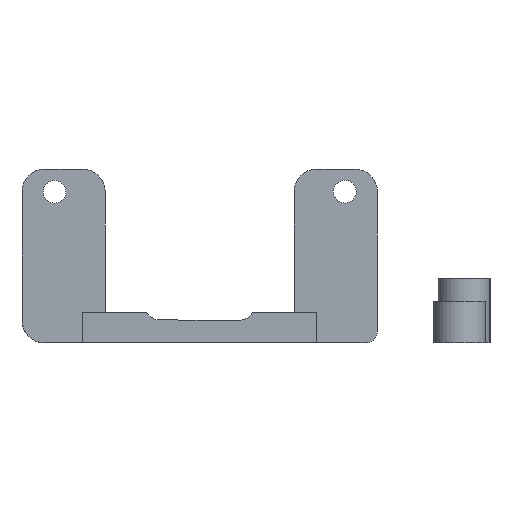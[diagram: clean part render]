
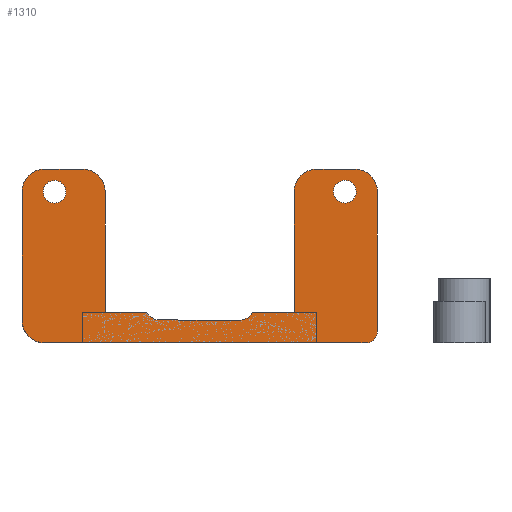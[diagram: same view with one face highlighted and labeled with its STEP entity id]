
A CAD part, front view. The second image highlights one B-rep face of the part: STEP entity #1310.
In plain terms, the highlighted planar face has unit normal (0, -1, 0).
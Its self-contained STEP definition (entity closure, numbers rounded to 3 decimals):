
#27=FACE_BOUND('',#183,.T.);
#28=FACE_BOUND('',#184,.T.);
#56=PLANE('',#1418);
#106=FACE_OUTER_BOUND('',#182,.T.);
#182=EDGE_LOOP('',(#993,#994,#995,#996,#997,#998,#999,#1000,#1001,#1002,
#1003,#1004,#1005,#1006,#1007,#1008,#1009,#1010));
#183=EDGE_LOOP('',(#1011,#1012));
#184=EDGE_LOOP('',(#1013));
#301=LINE('',#2051,#431);
#304=LINE('',#2057,#434);
#305=LINE('',#2061,#435);
#306=LINE('',#2065,#436);
#307=LINE('',#2069,#437);
#308=LINE('',#2073,#438);
#309=LINE('',#2075,#439);
#310=LINE('',#2079,#440);
#311=LINE('',#2083,#441);
#312=LINE('',#2085,#442);
#431=VECTOR('',#1643,10.);
#434=VECTOR('',#1648,10.);
#435=VECTOR('',#1651,10.);
#436=VECTOR('',#1654,10.);
#437=VECTOR('',#1657,10.);
#438=VECTOR('',#1660,10.);
#439=VECTOR('',#1661,10.);
#440=VECTOR('',#1664,10.);
#441=VECTOR('',#1667,10.);
#442=VECTOR('',#1668,10.);
#525=CIRCLE('',#1416,3.);
#526=CIRCLE('',#1419,3.);
#527=CIRCLE('',#1420,1.5);
#528=CIRCLE('',#1421,3.);
#529=CIRCLE('',#1422,3.);
#530=CIRCLE('',#1423,2.);
#531=CIRCLE('',#1424,2.);
#532=CIRCLE('',#1425,3.);
#533=CIRCLE('',#1426,1.5);
#534=CIRCLE('',#1427,1.5);
#535=CIRCLE('',#1428,1.5);
#618=VERTEX_POINT('',#2044);
#619=VERTEX_POINT('',#2046);
#620=VERTEX_POINT('',#2050);
#622=VERTEX_POINT('',#2056);
#623=VERTEX_POINT('',#2058);
#624=VERTEX_POINT('',#2060);
#625=VERTEX_POINT('',#2062);
#626=VERTEX_POINT('',#2064);
#627=VERTEX_POINT('',#2066);
#628=VERTEX_POINT('',#2068);
#629=VERTEX_POINT('',#2070);
#630=VERTEX_POINT('',#2072);
#631=VERTEX_POINT('',#2074);
#632=VERTEX_POINT('',#2076);
#633=VERTEX_POINT('',#2078);
#634=VERTEX_POINT('',#2080);
#635=VERTEX_POINT('',#2082);
#636=VERTEX_POINT('',#2084);
#637=VERTEX_POINT('',#2087);
#638=VERTEX_POINT('',#2088);
#639=VERTEX_POINT('',#2091);
#762=EDGE_CURVE('',#618,#619,#525,.T.);
#764=EDGE_CURVE('',#619,#620,#301,.T.);
#767=EDGE_CURVE('',#622,#618,#304,.T.);
#768=EDGE_CURVE('',#623,#622,#526,.T.);
#769=EDGE_CURVE('',#623,#624,#305,.T.);
#770=EDGE_CURVE('',#625,#624,#527,.T.);
#771=EDGE_CURVE('',#625,#626,#306,.T.);
#772=EDGE_CURVE('',#627,#626,#528,.T.);
#773=EDGE_CURVE('',#627,#628,#307,.F.);
#774=EDGE_CURVE('',#629,#628,#529,.T.);
#775=EDGE_CURVE('',#629,#630,#308,.F.);
#776=EDGE_CURVE('',#631,#630,#309,.T.);
#777=EDGE_CURVE('',#632,#631,#530,.T.);
#778=EDGE_CURVE('',#632,#633,#310,.T.);
#779=EDGE_CURVE('',#634,#633,#531,.T.);
#780=EDGE_CURVE('',#635,#634,#311,.T.);
#781=EDGE_CURVE('',#636,#635,#312,.T.);
#782=EDGE_CURVE('',#620,#636,#532,.T.);
#783=EDGE_CURVE('',#637,#638,#533,.T.);
#784=EDGE_CURVE('',#638,#637,#534,.T.);
#785=EDGE_CURVE('',#639,#639,#535,.T.);
#993=ORIENTED_EDGE('',*,*,#762,.F.);
#994=ORIENTED_EDGE('',*,*,#767,.F.);
#995=ORIENTED_EDGE('',*,*,#768,.F.);
#996=ORIENTED_EDGE('',*,*,#769,.T.);
#997=ORIENTED_EDGE('',*,*,#770,.F.);
#998=ORIENTED_EDGE('',*,*,#771,.T.);
#999=ORIENTED_EDGE('',*,*,#772,.F.);
#1000=ORIENTED_EDGE('',*,*,#773,.T.);
#1001=ORIENTED_EDGE('',*,*,#774,.F.);
#1002=ORIENTED_EDGE('',*,*,#775,.T.);
#1003=ORIENTED_EDGE('',*,*,#776,.F.);
#1004=ORIENTED_EDGE('',*,*,#777,.F.);
#1005=ORIENTED_EDGE('',*,*,#778,.T.);
#1006=ORIENTED_EDGE('',*,*,#779,.F.);
#1007=ORIENTED_EDGE('',*,*,#780,.F.);
#1008=ORIENTED_EDGE('',*,*,#781,.F.);
#1009=ORIENTED_EDGE('',*,*,#782,.F.);
#1010=ORIENTED_EDGE('',*,*,#764,.F.);
#1011=ORIENTED_EDGE('',*,*,#783,.T.);
#1012=ORIENTED_EDGE('',*,*,#784,.T.);
#1013=ORIENTED_EDGE('',*,*,#785,.T.);
#1310=ADVANCED_FACE('',(#106,#27,#28),#56,.T.);
#1416=AXIS2_PLACEMENT_3D('',#2047,#1638,#1639);
#1418=AXIS2_PLACEMENT_3D('',#2055,#1646,#1647);
#1419=AXIS2_PLACEMENT_3D('',#2059,#1649,#1650);
#1420=AXIS2_PLACEMENT_3D('',#2063,#1652,#1653);
#1421=AXIS2_PLACEMENT_3D('',#2067,#1655,#1656);
#1422=AXIS2_PLACEMENT_3D('',#2071,#1658,#1659);
#1423=AXIS2_PLACEMENT_3D('',#2077,#1662,#1663);
#1424=AXIS2_PLACEMENT_3D('',#2081,#1665,#1666);
#1425=AXIS2_PLACEMENT_3D('',#2086,#1669,#1670);
#1426=AXIS2_PLACEMENT_3D('',#2089,#1671,#1672);
#1427=AXIS2_PLACEMENT_3D('',#2090,#1673,#1674);
#1428=AXIS2_PLACEMENT_3D('',#2092,#1675,#1676);
#1638=DIRECTION('center_axis',(0.,1.,0.));
#1639=DIRECTION('ref_axis',(-0.707,0.,0.707));
#1643=DIRECTION('',(1.,0.,0.));
#1646=DIRECTION('center_axis',(0.,-1.,0.));
#1647=DIRECTION('ref_axis',(1.,0.,0.));
#1648=DIRECTION('',(0.,0.,1.));
#1649=DIRECTION('center_axis',(0.,1.,0.));
#1650=DIRECTION('ref_axis',(-0.707,0.,-0.707));
#1651=DIRECTION('',(1.,0.,0.));
#1652=DIRECTION('center_axis',(0.,1.,0.));
#1653=DIRECTION('ref_axis',(0.707,0.,-0.707));
#1654=DIRECTION('',(0.,0.,1.));
#1655=DIRECTION('center_axis',(0.,1.,0.));
#1656=DIRECTION('ref_axis',(0.707,0.,0.707));
#1657=DIRECTION('',(1.,0.,0.));
#1658=DIRECTION('center_axis',(0.,1.,0.));
#1659=DIRECTION('ref_axis',(-0.707,0.,0.707));
#1660=DIRECTION('',(0.,0.,1.));
#1661=DIRECTION('',(1.,0.,0.));
#1662=DIRECTION('center_axis',(0.,-1.,0.));
#1663=DIRECTION('ref_axis',(0.864,0.,-0.503));
#1664=DIRECTION('',(-1.,0.,0.004));
#1665=DIRECTION('center_axis',(0.,-1.,0.));
#1666=DIRECTION('ref_axis',(-0.853,0.,-0.522));
#1667=DIRECTION('',(1.,0.,0.));
#1668=DIRECTION('',(0.,0.,-1.));
#1669=DIRECTION('center_axis',(0.,1.,0.));
#1670=DIRECTION('ref_axis',(0.707,0.,0.707));
#1671=DIRECTION('center_axis',(0.,1.,0.));
#1672=DIRECTION('ref_axis',(1.,0.,0.));
#1673=DIRECTION('center_axis',(0.,1.,0.));
#1674=DIRECTION('ref_axis',(0.,0.,1.));
#1675=DIRECTION('center_axis',(0.,1.,0.));
#1676=DIRECTION('ref_axis',(0.,0.,-1.));
#2044=CARTESIAN_POINT('',(-8.5,-6.005,20.));
#2046=CARTESIAN_POINT('',(-5.5,-6.005,23.));
#2047=CARTESIAN_POINT('Origin',(-5.5,-6.005,20.));
#2050=CARTESIAN_POINT('',(-0.5,-6.005,23.));
#2051=CARTESIAN_POINT('',(-8.5,-6.005,23.));
#2055=CARTESIAN_POINT('Origin',(-8.5,-6.005,0.));
#2056=CARTESIAN_POINT('',(-8.5,-6.005,3.));
#2057=CARTESIAN_POINT('',(-8.5,-6.005,0.));
#2058=CARTESIAN_POINT('',(-5.5,-6.005,0.));
#2059=CARTESIAN_POINT('Origin',(-5.5,-6.005,3.));
#2060=CARTESIAN_POINT('',(37.,-6.005,0.));
#2061=CARTESIAN_POINT('',(-8.5,-6.005,0.));
#2062=CARTESIAN_POINT('',(38.5,-6.005,1.5));
#2063=CARTESIAN_POINT('Origin',(37.,-6.005,1.5));
#2064=CARTESIAN_POINT('',(38.5,-6.005,20.));
#2065=CARTESIAN_POINT('',(38.5,-6.005,0.));
#2066=CARTESIAN_POINT('',(35.5,-6.005,23.));
#2067=CARTESIAN_POINT('Origin',(35.5,-6.005,20.));
#2068=CARTESIAN_POINT('',(30.5,-6.005,23.));
#2069=CARTESIAN_POINT('',(11.,-6.005,23.));
#2070=CARTESIAN_POINT('',(27.5,-6.005,20.));
#2071=CARTESIAN_POINT('Origin',(30.5,-6.005,20.));
#2072=CARTESIAN_POINT('',(27.5,-6.005,4.));
#2073=CARTESIAN_POINT('',(27.5,-6.005,0.));
#2074=CARTESIAN_POINT('',(22.,-6.005,4.));
#2075=CARTESIAN_POINT('',(-3.,-6.005,4.));
#2076=CARTESIAN_POINT('',(20.264,-6.005,3.006));
#2077=CARTESIAN_POINT('Origin',(20.272,-6.005,5.006));
#2078=CARTESIAN_POINT('',(9.699,-6.005,3.044));
#2079=CARTESIAN_POINT('',(-0.245,-6.005,3.079));
#2080=CARTESIAN_POINT('',(8.,-6.005,4.));
#2081=CARTESIAN_POINT('Origin',(9.706,-6.005,5.044));
#2082=CARTESIAN_POINT('',(2.5,-6.005,4.));
#2083=CARTESIAN_POINT('',(-3.,-6.005,4.));
#2084=CARTESIAN_POINT('',(2.5,-6.005,20.));
#2085=CARTESIAN_POINT('',(2.5,-6.005,10.));
#2086=CARTESIAN_POINT('Origin',(-0.5,-6.005,20.));
#2087=CARTESIAN_POINT('',(34.885,-6.005,21.334));
#2088=CARTESIAN_POINT('',(33.504,-6.005,18.671));
#2089=CARTESIAN_POINT('Origin',(34.2,-6.005,20.));
#2090=CARTESIAN_POINT('Origin',(34.189,-6.005,20.005));
#2091=CARTESIAN_POINT('',(-4.184,-6.005,21.498));
#2092=CARTESIAN_POINT('Origin',(-4.184,-6.005,19.998));
